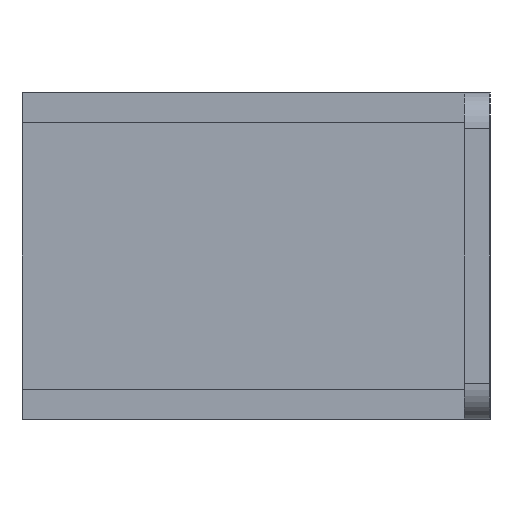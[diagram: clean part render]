
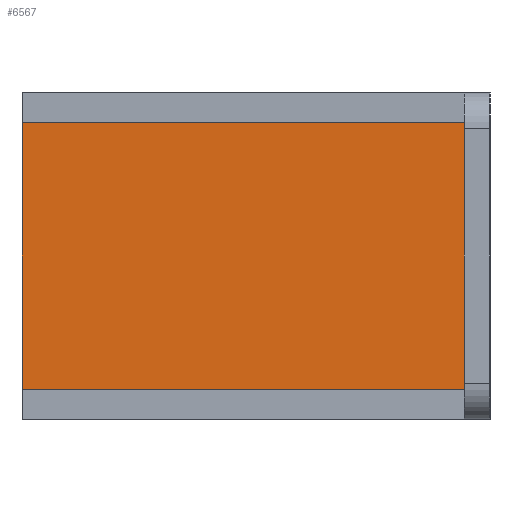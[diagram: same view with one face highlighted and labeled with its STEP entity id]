
A CAD part, left-side view. The second image highlights one B-rep face of the part: STEP entity #6567.
In plain terms, the highlighted planar face has unit normal (-1, 0, 0).
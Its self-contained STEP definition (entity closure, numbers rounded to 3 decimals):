
#5178 = PLANE('',#5179);
#5179 = AXIS2_PLACEMENT_3D('',#5180,#5181,#5182);
#5180 = CARTESIAN_POINT('',(91.,0.,-18.1));
#5181 = DIRECTION('',(0.,0.,1.));
#5182 = DIRECTION('',(-1.,0.,0.));
#5307 = PLANE('',#5308);
#5308 = AXIS2_PLACEMENT_3D('',#5309,#5310,#5311);
#5309 = CARTESIAN_POINT('',(-10.962,60.,0.));
#5310 = DIRECTION('',(0.,1.,0.));
#5311 = DIRECTION('',(0.,0.,1.));
#5320 = VERTEX_POINT('',#5321);
#5321 = CARTESIAN_POINT('',(-95.4,60.,-18.1));
#5347 = EDGE_CURVE('',#5348,#5320,#5350,.T.);
#5348 = VERTEX_POINT('',#5349);
#5349 = CARTESIAN_POINT('',(-95.4,0.,-18.1));
#5350 = SURFACE_CURVE('',#5351,(#5355,#5362),.PCURVE_S1.);
#5351 = LINE('',#5352,#5353);
#5352 = CARTESIAN_POINT('',(-95.4,0.,-18.1));
#5353 = VECTOR('',#5354,1.);
#5354 = DIRECTION('',(0.,1.,0.));
#5355 = PCURVE('',#5178,#5356);
#5356 = DEFINITIONAL_REPRESENTATION('',(#5357),#5361);
#5357 = LINE('',#5358,#5359);
#5358 = CARTESIAN_POINT('',(186.4,0.));
#5359 = VECTOR('',#5360,1.);
#5360 = DIRECTION('',(0.,-1.));
#5361 = ( GEOMETRIC_REPRESENTATION_CONTEXT(2) 
PARAMETRIC_REPRESENTATION_CONTEXT() REPRESENTATION_CONTEXT('2D SPACE',''
  ) );
#5362 = PCURVE('',#5363,#5368);
#5363 = PLANE('',#5364);
#5364 = AXIS2_PLACEMENT_3D('',#5365,#5366,#5367);
#5365 = CARTESIAN_POINT('',(-95.4,0.,-18.1));
#5366 = DIRECTION('',(-1.,0.,0.));
#5367 = DIRECTION('',(-0.,0.,-1.));
#5368 = DEFINITIONAL_REPRESENTATION('',(#5369),#5373);
#5369 = LINE('',#5370,#5371);
#5370 = CARTESIAN_POINT('',(0.,0.));
#5371 = VECTOR('',#5372,1.);
#5372 = DIRECTION('',(0.,-1.));
#5373 = ( GEOMETRIC_REPRESENTATION_CONTEXT(2) 
PARAMETRIC_REPRESENTATION_CONTEXT() REPRESENTATION_CONTEXT('2D SPACE',''
  ) );
#6250 = EDGE_CURVE('',#6251,#5320,#6253,.T.);
#6251 = VERTEX_POINT('',#6252);
#6252 = CARTESIAN_POINT('',(-95.4,60.,18.1));
#6253 = SURFACE_CURVE('',#6254,(#6258,#6265),.PCURVE_S1.);
#6254 = LINE('',#6255,#6256);
#6255 = CARTESIAN_POINT('',(-95.4,60.,18.1));
#6256 = VECTOR('',#6257,1.);
#6257 = DIRECTION('',(0.,0.,-1.));
#6258 = PCURVE('',#5307,#6259);
#6259 = DEFINITIONAL_REPRESENTATION('',(#6260),#6264);
#6260 = LINE('',#6261,#6262);
#6261 = CARTESIAN_POINT('',(18.1,-84.438));
#6262 = VECTOR('',#6263,1.);
#6263 = DIRECTION('',(-1.,0.));
#6264 = ( GEOMETRIC_REPRESENTATION_CONTEXT(2) 
PARAMETRIC_REPRESENTATION_CONTEXT() REPRESENTATION_CONTEXT('2D SPACE',''
  ) );
#6265 = PCURVE('',#6266,#6271);
#6266 = PLANE('',#6267);
#6267 = AXIS2_PLACEMENT_3D('',#6268,#6269,#6270);
#6268 = CARTESIAN_POINT('',(-95.4,0.,18.1));
#6269 = DIRECTION('',(-1.,0.,0.));
#6270 = DIRECTION('',(-0.,0.,-1.));
#6271 = DEFINITIONAL_REPRESENTATION('',(#6272),#6276);
#6272 = LINE('',#6273,#6274);
#6273 = CARTESIAN_POINT('',(0.,-60.));
#6274 = VECTOR('',#6275,1.);
#6275 = DIRECTION('',(1.,0.));
#6276 = ( GEOMETRIC_REPRESENTATION_CONTEXT(2) 
PARAMETRIC_REPRESENTATION_CONTEXT() REPRESENTATION_CONTEXT('2D SPACE',''
  ) );
#6556 = PLANE('',#6557);
#6557 = AXIS2_PLACEMENT_3D('',#6558,#6559,#6560);
#6558 = CARTESIAN_POINT('',(-10.962,0.,0.));
#6559 = DIRECTION('',(0.,1.,0.));
#6560 = DIRECTION('',(0.,0.,1.));
#6567 = ADVANCED_FACE('',(#6568),#6266,.T.);
#6568 = FACE_BOUND('',#6569,.T.);
#6569 = EDGE_LOOP('',(#6570,#6598,#6599,#6600));
#6570 = ORIENTED_EDGE('',*,*,#6571,.T.);
#6571 = EDGE_CURVE('',#6572,#6251,#6574,.T.);
#6572 = VERTEX_POINT('',#6573);
#6573 = CARTESIAN_POINT('',(-95.4,0.,18.1));
#6574 = SURFACE_CURVE('',#6575,(#6579,#6586),.PCURVE_S1.);
#6575 = LINE('',#6576,#6577);
#6576 = CARTESIAN_POINT('',(-95.4,0.,18.1));
#6577 = VECTOR('',#6578,1.);
#6578 = DIRECTION('',(0.,1.,0.));
#6579 = PCURVE('',#6266,#6580);
#6580 = DEFINITIONAL_REPRESENTATION('',(#6581),#6585);
#6581 = LINE('',#6582,#6583);
#6582 = CARTESIAN_POINT('',(0.,0.));
#6583 = VECTOR('',#6584,1.);
#6584 = DIRECTION('',(0.,-1.));
#6585 = ( GEOMETRIC_REPRESENTATION_CONTEXT(2) 
PARAMETRIC_REPRESENTATION_CONTEXT() REPRESENTATION_CONTEXT('2D SPACE',''
  ) );
#6586 = PCURVE('',#6587,#6592);
#6587 = PLANE('',#6588);
#6588 = AXIS2_PLACEMENT_3D('',#6589,#6590,#6591);
#6589 = CARTESIAN_POINT('',(-91.,0.,18.1));
#6590 = DIRECTION('',(0.,0.,1.));
#6591 = DIRECTION('',(-1.,0.,0.));
#6592 = DEFINITIONAL_REPRESENTATION('',(#6593),#6597);
#6593 = LINE('',#6594,#6595);
#6594 = CARTESIAN_POINT('',(4.4,0.));
#6595 = VECTOR('',#6596,1.);
#6596 = DIRECTION('',(0.,-1.));
#6597 = ( GEOMETRIC_REPRESENTATION_CONTEXT(2) 
PARAMETRIC_REPRESENTATION_CONTEXT() REPRESENTATION_CONTEXT('2D SPACE',''
  ) );
#6598 = ORIENTED_EDGE('',*,*,#6250,.T.);
#6599 = ORIENTED_EDGE('',*,*,#5347,.F.);
#6600 = ORIENTED_EDGE('',*,*,#6601,.F.);
#6601 = EDGE_CURVE('',#6572,#5348,#6602,.T.);
#6602 = SURFACE_CURVE('',#6603,(#6607,#6614),.PCURVE_S1.);
#6603 = LINE('',#6604,#6605);
#6604 = CARTESIAN_POINT('',(-95.4,0.,18.1));
#6605 = VECTOR('',#6606,1.);
#6606 = DIRECTION('',(0.,0.,-1.));
#6607 = PCURVE('',#6266,#6608);
#6608 = DEFINITIONAL_REPRESENTATION('',(#6609),#6613);
#6609 = LINE('',#6610,#6611);
#6610 = CARTESIAN_POINT('',(0.,0.));
#6611 = VECTOR('',#6612,1.);
#6612 = DIRECTION('',(1.,0.));
#6613 = ( GEOMETRIC_REPRESENTATION_CONTEXT(2) 
PARAMETRIC_REPRESENTATION_CONTEXT() REPRESENTATION_CONTEXT('2D SPACE',''
  ) );
#6614 = PCURVE('',#6556,#6615);
#6615 = DEFINITIONAL_REPRESENTATION('',(#6616),#6620);
#6616 = LINE('',#6617,#6618);
#6617 = CARTESIAN_POINT('',(18.1,-84.438));
#6618 = VECTOR('',#6619,1.);
#6619 = DIRECTION('',(-1.,0.));
#6620 = ( GEOMETRIC_REPRESENTATION_CONTEXT(2) 
PARAMETRIC_REPRESENTATION_CONTEXT() REPRESENTATION_CONTEXT('2D SPACE',''
  ) );
